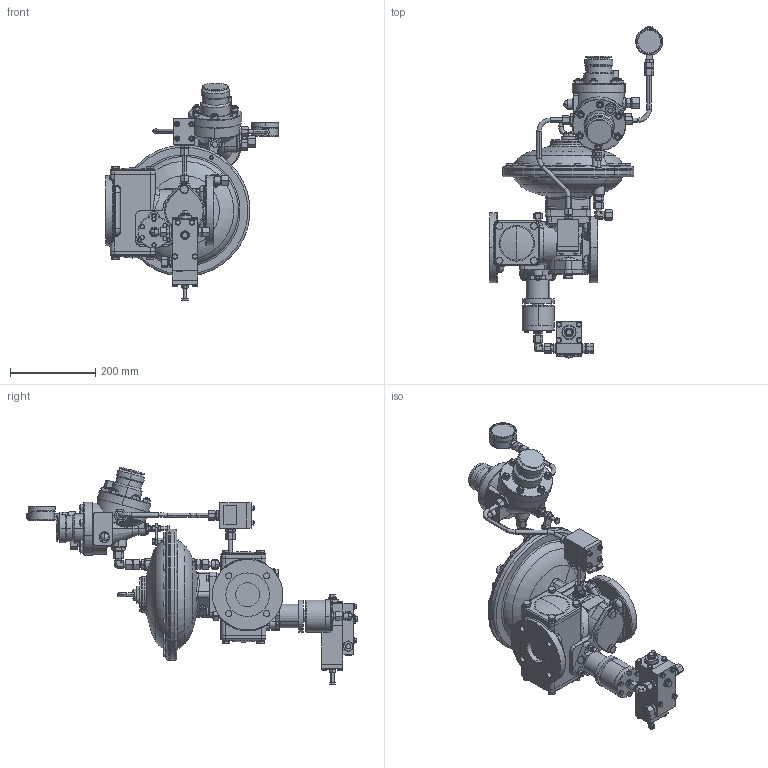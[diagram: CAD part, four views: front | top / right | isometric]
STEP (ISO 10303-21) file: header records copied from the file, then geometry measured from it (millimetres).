
FILE_DESCRIPTION (( 'STEP AP214' ), '1' );
FILE_NAME ('HON372_DN50_DN50_PN16_610_670_R_RE1;K16;K17.STEP', '2021-10-07T08:54:59', ( '' ), ( '' ), 'SwSTEP 2.0', 'SolidWorks 2019', '' );
FILE_SCHEMA (( 'AUTOMOTIVE_DESIGN' ));
Length unit declared in the file: millimetre
Products named in the file (1): HON372_DN50_DN50_PN16_610_670_R_RE1;K16;K17
Bounding box: 405.98 x 777.31 x 510.22 mm (x, y, z)
Volume: 13782247.2 mm3; surface area: 794843 mm2
Topology: 1 solids, 1 shells, 3648 faces, 8296 edges, 4953 vertices
Faces by surface type: plane 1579, cone 1018, cylinder 786, torus 176, bspline 74, sphere 15
Entity records: 118970 total; most frequent: CARTESIAN_POINT 35817, ORIENTED_EDGE 16574, DIRECTION 16325, EDGE_CURVE 8287, AXIS2_PLACEMENT_3D 6721, VERTEX_POINT 4951, EDGE_LOOP 3988, FACE_OUTER_BOUND 3648
